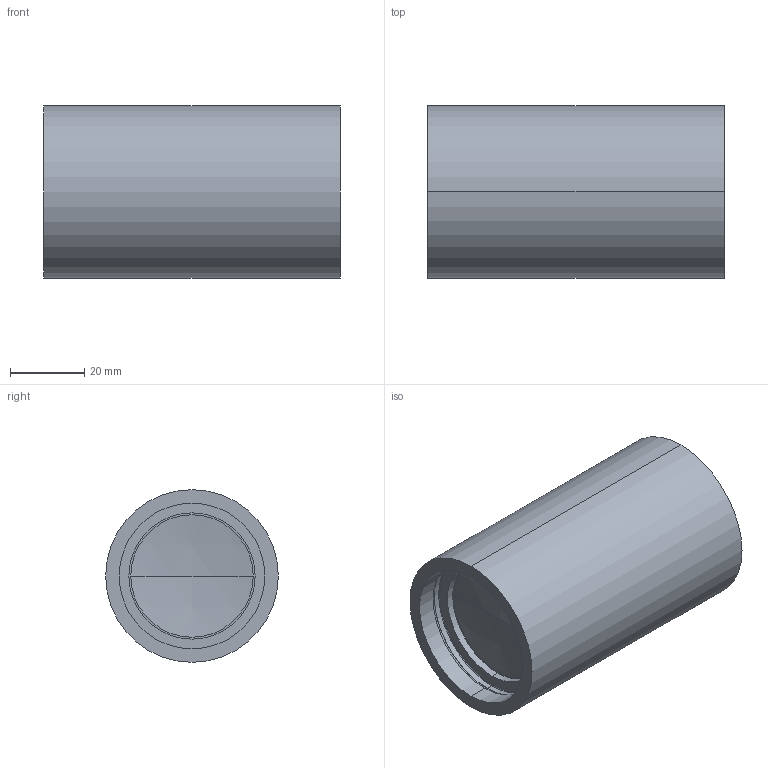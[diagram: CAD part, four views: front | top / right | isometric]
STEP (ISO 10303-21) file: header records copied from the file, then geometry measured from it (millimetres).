
FILE_DESCRIPTION (( 'STEP AP203' ), '1' );
FILE_NAME ('S6ASS2248_01.STEP', '2022-03-18T08:58:18', ( '' ), ( '' ), 'SwSTEP 2.0', 'SolidWorks 2021', '' );
FILE_SCHEMA (( 'CONFIG_CONTROL_DESIGN' ));
Length unit declared in the file: millimetre
Products named in the file (5): S6LMP2262_389; 420702; S6LDK2248_389; 420703; S6ASS2248_01
Assembly tree (4 placements, depth 2):
  S6ASS2248_01
    S6LDK2248_389
    S6LMP2262_389
    420702
    420703
Bounding box: 80 x 46.5 x 46.5 mm (x, y, z)
Volume: 41980.4 mm3; surface area: 32943.9 mm2
Topology: 4 solids, 4 shells, 70 faces, 148 edges, 92 vertices
Faces by surface type: cylinder 24, plane 18, cone 12, sphere 8, torus 8
Entity records: 2439 total; most frequent: DIRECTION 398, CARTESIAN_POINT 317, ORIENTED_EDGE 296, AXIS2_PLACEMENT_3D 173, EDGE_CURVE 148, CIRCLE 96, VERTEX_POINT 92, EDGE_LOOP 80
